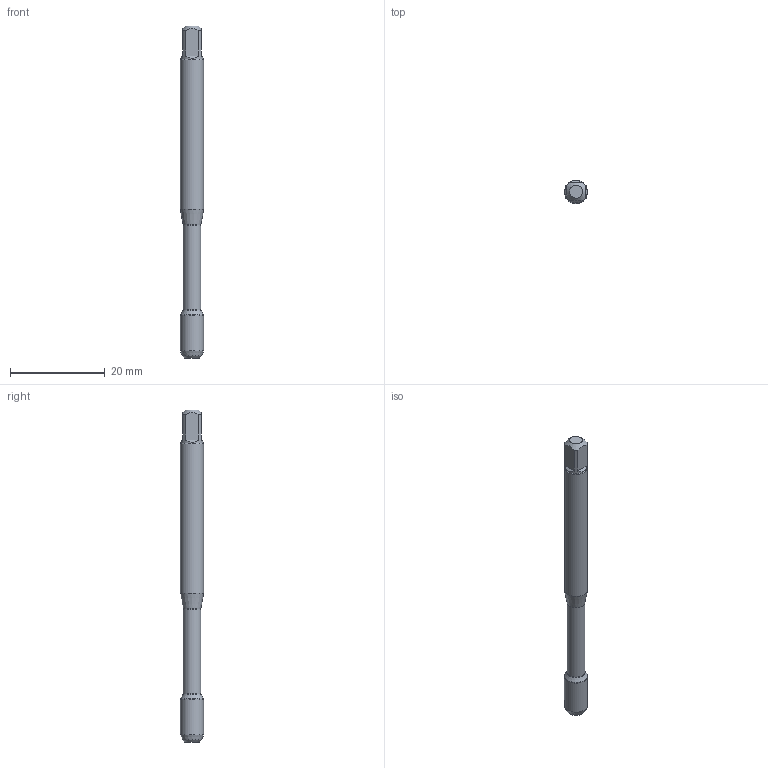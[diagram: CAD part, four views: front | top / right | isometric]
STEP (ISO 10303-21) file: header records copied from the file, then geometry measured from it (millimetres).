
FILE_DESCRIPTION(/* description */ (''),/* implementation_level */ '2;1');
FILE_NAME(/* name */ 'TOOL.STP',/* time_stamp */ '2022-12-15T15:11:04+01:00',/* author */ (''),/* organization */ ('SMS'),/* preprocessor_version */ 'ST-DEVELOPER v16.7',/* originating_system */ 'SIEMENS PLM Software NX 12.0',/* authorisation */ '');
FILE_SCHEMA (('AUTOMOTIVE_DESIGN { 1 0 10303 214 3 1 1 1 }'));
Length unit declared in the file: millimetre
Products named in the file (1): Tool
Bounding box: 4.93 x 4.93 x 70.1 mm (x, y, z)
Volume: 1132.3 mm3; surface area: 1059.4 mm2
Topology: 2 solids, 2 shells, 25 faces, 57 edges, 39 vertices
Faces by surface type: plane 12, cone 6, cylinder 5, torus 2
Full cylindrical faces by diameter (mm): 3.76 x1, 4.731 x1, 4.911 x2, 4.928 x1
Entity records: 700 total; most frequent: CARTESIAN_POINT 139, DIRECTION 114, ORIENTED_EDGE 76, AXIS2_PLACEMENT_3D 51, EDGE_LOOP 38, EDGE_CURVE 38, VERTEX_POINT 30, FACE_BOUND 26
